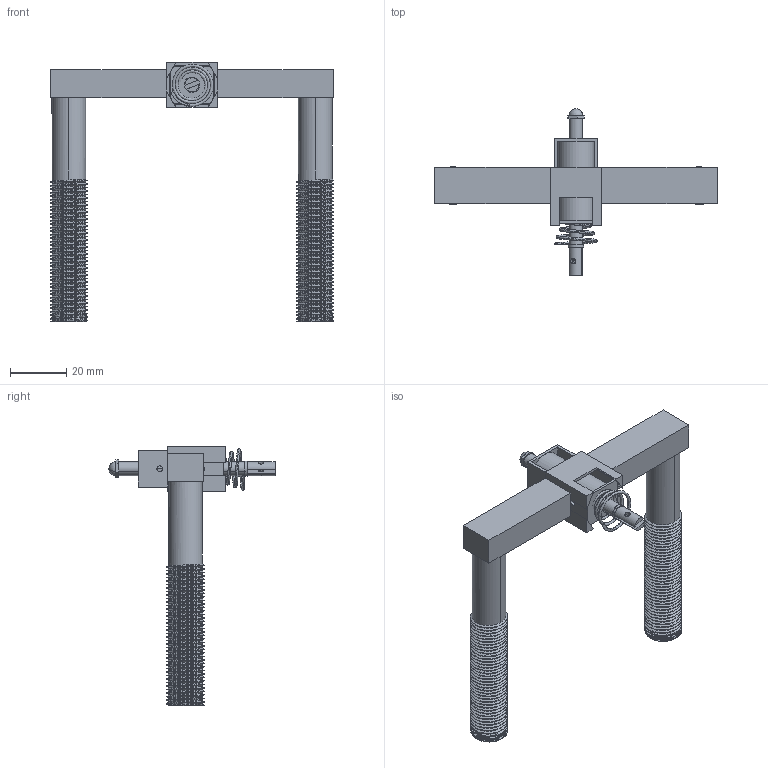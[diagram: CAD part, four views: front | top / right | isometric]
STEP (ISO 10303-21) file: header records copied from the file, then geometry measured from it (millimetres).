
FILE_DESCRIPTION (( 'STEP AP214' ), '1' );
FILE_NAME ('ElectromagnetAssembly.step', '2022-07-16T15:45:39', ( 'Windows User' ), ( '' ), 'SwSTEP 2.0', 'SolidWorks 2022', '' );
FILE_SCHEMA (( 'AUTOMOTIVE_DESIGN' ));
Length unit declared in the file: centimetre
Products named in the file (7): ElectromagnetAssembly; spring; Electromagnetic Actuator; casing; rod; Coil; ElectromagnetHolder
Assembly tree (6 placements, depth 3):
  ElectromagnetAssembly
    ElectromagnetHolder
    Electromagnetic Actuator
      casing
      Coil
      rod
      spring
Bounding box: 101.35 x 59.4 x 92.7 mm (x, y, z)
Volume: 36449 mm3; surface area: 20667 mm2
Topology: 5 solids, 5 shells, 271 faces, 762 edges, 505 vertices
Faces by surface type: cylinder 190, plane 71, bspline 8, sphere 2
Entity records: 23794 total; most frequent: CARTESIAN_POINT 17496, ORIENTED_EDGE 1516, DIRECTION 1022, EDGE_CURVE 758, VERTEX_POINT 503, VECTOR 352, LINE 352, AXIS2_PLACEMENT_3D 335
